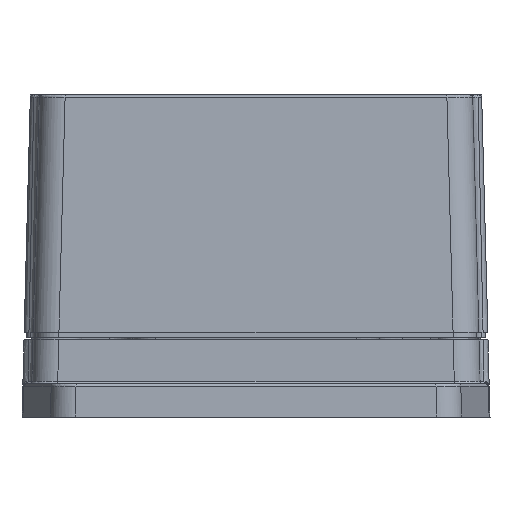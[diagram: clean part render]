
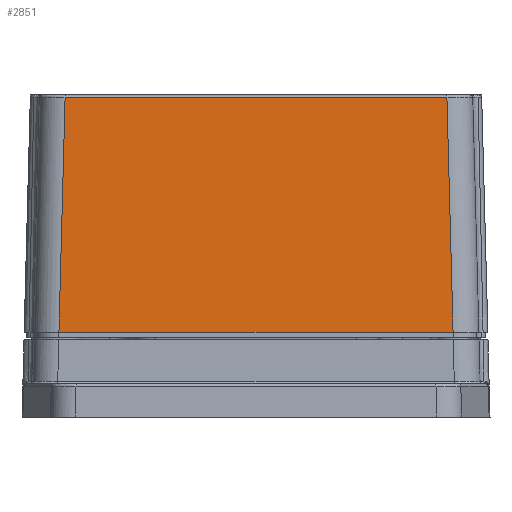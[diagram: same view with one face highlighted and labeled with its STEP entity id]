
A CAD part, front view. The second image highlights one B-rep face of the part: STEP entity #2851.
In plain terms, the highlighted planar face has unit normal (0, -1, 0.026).
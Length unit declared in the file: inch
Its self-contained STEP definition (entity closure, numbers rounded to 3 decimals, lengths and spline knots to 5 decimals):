
#2512 = EDGE_CURVE ( 'NONE', #29258, #4587, #6763, .T. ) ;
#2851 = ADVANCED_FACE ( 'NONE', ( #16535 ), #16781, .T. ) ;
#3385 = CARTESIAN_POINT ( 'NONE',  ( -0.02405, -5.92461, 0.05906 ) ) ;
#4587 = VERTEX_POINT ( 'NONE', #21199 ) ;
#5309 = LINE ( 'NONE', #21542, #32448 ) ;
#6763 = LINE ( 'NONE', #20598, #17202 ) ;
#6782 = DIRECTION ( 'NONE',  ( 0., -1., 0.026 ) ) ;
#8319 = CARTESIAN_POINT ( 'NONE',  ( -0.07098, -5.87769, 1.85091 ) ) ;
#9473 = DIRECTION ( 'NONE',  ( -1., 0., 0. ) ) ;
#9737 = ORIENTED_EDGE ( 'NONE', *, *, #24227, .T. ) ;
#11053 = DIRECTION ( 'NONE',  ( -1., 0., 0. ) ) ;
#11185 = VERTEX_POINT ( 'NONE', #8319 ) ;
#15916 = CARTESIAN_POINT ( 'NONE',  ( -0.02405, -5.92461, 0.05906 ) ) ;
#16528 = ORIENTED_EDGE ( 'NONE', *, *, #28055, .T. ) ;
#16535 = FACE_OUTER_BOUND ( 'NONE', #20327, .T. ) ;
#16781 = PLANE ( 'NONE',  #35272 ) ;
#17202 = VECTOR ( 'NONE', #11053, 39.37008 ) ;
#17388 = EDGE_CURVE ( 'NONE', #4587, #29966, #5309, .T. ) ;
#20145 = LINE ( 'NONE', #37372, #32382 ) ;
#20182 = DIRECTION ( 'NONE',  ( -0.026, 0.026, 0.999 ) ) ;
#20327 = EDGE_LOOP ( 'NONE', ( #16528, #41022, #20566, #9737 ) ) ;
#20566 = ORIENTED_EDGE ( 'NONE', *, *, #2512, .F. ) ;
#20598 = CARTESIAN_POINT ( 'NONE',  ( -1.529, -5.92461, 0.05906 ) ) ;
#21199 = CARTESIAN_POINT ( 'NONE',  ( -3.03394, -5.92461, 0.05906 ) ) ;
#21542 = CARTESIAN_POINT ( 'NONE',  ( -3.03272, -5.92339, 0.1054 ) ) ;
#23556 = CARTESIAN_POINT ( 'NONE',  ( 0.24266, -5.92564, 0.01969 ) ) ;
#24227 = EDGE_CURVE ( 'NONE', #29258, #11185, #44680, .T. ) ;
#25059 = VECTOR ( 'NONE', #20182, 39.37008 ) ;
#28055 = EDGE_CURVE ( 'NONE', #11185, #29966, #20145, .T. ) ;
#29258 = VERTEX_POINT ( 'NONE', #15916 ) ;
#29966 = VERTEX_POINT ( 'NONE', #32147 ) ;
#32147 = CARTESIAN_POINT ( 'NONE',  ( -2.98702, -5.87769, 1.85091 ) ) ;
#32382 = VECTOR ( 'NONE', #9473, 39.37008 ) ;
#32448 = VECTOR ( 'NONE', #34686, 39.37008 ) ;
#34424 = DIRECTION ( 'NONE',  ( 0., 0.026, 1. ) ) ;
#34686 = DIRECTION ( 'NONE',  ( 0.026, 0.026, 0.999 ) ) ;
#35272 = AXIS2_PLACEMENT_3D ( 'NONE', #23556, #6782, #34424 ) ;
#37372 = CARTESIAN_POINT ( 'NONE',  ( 0.24266, -5.87769, 1.85091 ) ) ;
#41022 = ORIENTED_EDGE ( 'NONE', *, *, #17388, .F. ) ;
#44680 = LINE ( 'NONE', #3385, #25059 ) ;
